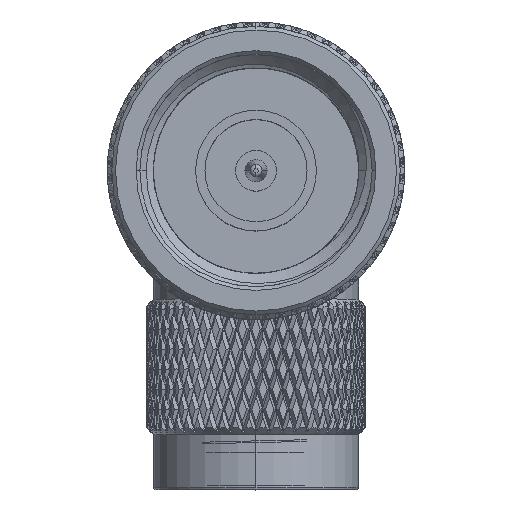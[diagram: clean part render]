
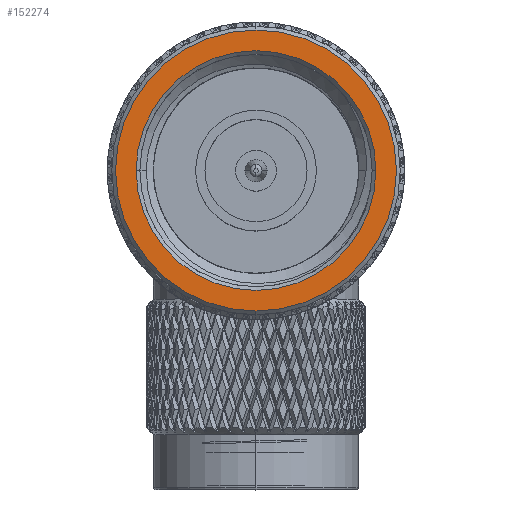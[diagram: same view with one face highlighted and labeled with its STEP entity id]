
A CAD part, top view. The second image highlights one B-rep face of the part: STEP entity #152274.
In plain terms, the highlighted face is planar.
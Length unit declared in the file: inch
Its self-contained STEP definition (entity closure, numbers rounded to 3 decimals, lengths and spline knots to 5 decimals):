
#8658 = FACE_BOUND ( 'NONE', #150127, .T. ) ;
#12730 = VERTEX_POINT ( 'NONE', #175553 ) ;
#13464 = DIRECTION ( 'NONE',  ( -1., 0., 0. ) ) ;
#26018 = CARTESIAN_POINT ( 'NONE',  ( 0., 0., 0. ) ) ;
#27887 = CIRCLE ( 'NONE', #82927, 0.3225 ) ;
#39214 = AXIS2_PLACEMENT_3D ( 'NONE', #132548, #147821, #62550 ) ;
#41263 = AXIS2_PLACEMENT_3D ( 'NONE', #26018, #68354, #166477 ) ;
#46088 = EDGE_CURVE ( 'NONE', #151828, #12730, #161803, .T. ) ;
#48731 = EDGE_CURVE ( 'NONE', #12730, #151828, #27887, .T. ) ;
#49572 = CARTESIAN_POINT ( 'NONE',  ( 0., 0., 0. ) ) ;
#61143 = ORIENTED_EDGE ( 'NONE', *, *, #48731, .T. ) ;
#62550 = DIRECTION ( 'NONE',  ( 0., -1., 0. ) ) ;
#63081 = DIRECTION ( 'NONE',  ( 0., -1., 0. ) ) ;
#64235 = CARTESIAN_POINT ( 'NONE',  ( 0., 0., 0. ) ) ;
#68354 = DIRECTION ( 'NONE',  ( 1., 0., 0. ) ) ;
#73928 = CARTESIAN_POINT ( 'NONE',  ( 0., 0.37809, 0. ) ) ;
#78398 = DIRECTION ( 'NONE',  ( -1., 0., 0. ) ) ;
#78775 = EDGE_CURVE ( 'NONE', #148442, #175384, #100704, .T. ) ;
#82927 = AXIS2_PLACEMENT_3D ( 'NONE', #49572, #103616, #63081 ) ;
#83417 = DIRECTION ( 'NONE',  ( 0., -1., 0. ) ) ;
#84461 = ORIENTED_EDGE ( 'NONE', *, *, #46088, .T. ) ;
#87544 = EDGE_LOOP ( 'NONE', ( #158706, #107540 ) ) ;
#94338 = CARTESIAN_POINT ( 'NONE',  ( 0., -0.37809, 0. ) ) ;
#95352 = CARTESIAN_POINT ( 'NONE',  ( 0., 0., 0.3225 ) ) ;
#99379 = CARTESIAN_POINT ( 'NONE',  ( 0., 0., 0. ) ) ;
#100704 = CIRCLE ( 'NONE', #120164, 0.37809 ) ;
#103616 = DIRECTION ( 'NONE',  ( 1., 0., 0. ) ) ;
#107044 = EDGE_CURVE ( 'NONE', #175384, #148442, #179253, .T. ) ;
#107540 = ORIENTED_EDGE ( 'NONE', *, *, #78775, .T. ) ;
#120164 = AXIS2_PLACEMENT_3D ( 'NONE', #64235, #78398, #131824 ) ;
#120856 = PLANE ( 'NONE',  #39214 ) ;
#131824 = DIRECTION ( 'NONE',  ( 0., -1., 0. ) ) ;
#132548 = CARTESIAN_POINT ( 'NONE',  ( 0., 0.38809, 0. ) ) ;
#136399 = AXIS2_PLACEMENT_3D ( 'NONE', #99379, #13464, #83417 ) ;
#147821 = DIRECTION ( 'NONE',  ( -1., 0., 0. ) ) ;
#148442 = VERTEX_POINT ( 'NONE', #94338 ) ;
#150127 = EDGE_LOOP ( 'NONE', ( #84461, #61143 ) ) ;
#151828 = VERTEX_POINT ( 'NONE', #95352 ) ;
#152274 = ADVANCED_FACE ( 'NONE', ( #8658, #153511 ), #120856, .T. ) ;
#153511 = FACE_OUTER_BOUND ( 'NONE', #87544, .T. ) ;
#158706 = ORIENTED_EDGE ( 'NONE', *, *, #107044, .T. ) ;
#161803 = CIRCLE ( 'NONE', #41263, 0.3225 ) ;
#166477 = DIRECTION ( 'NONE',  ( 0., -1., 0. ) ) ;
#175384 = VERTEX_POINT ( 'NONE', #73928 ) ;
#175553 = CARTESIAN_POINT ( 'NONE',  ( 0., 0., -0.3225 ) ) ;
#179253 = CIRCLE ( 'NONE', #136399, 0.37809 ) ;
